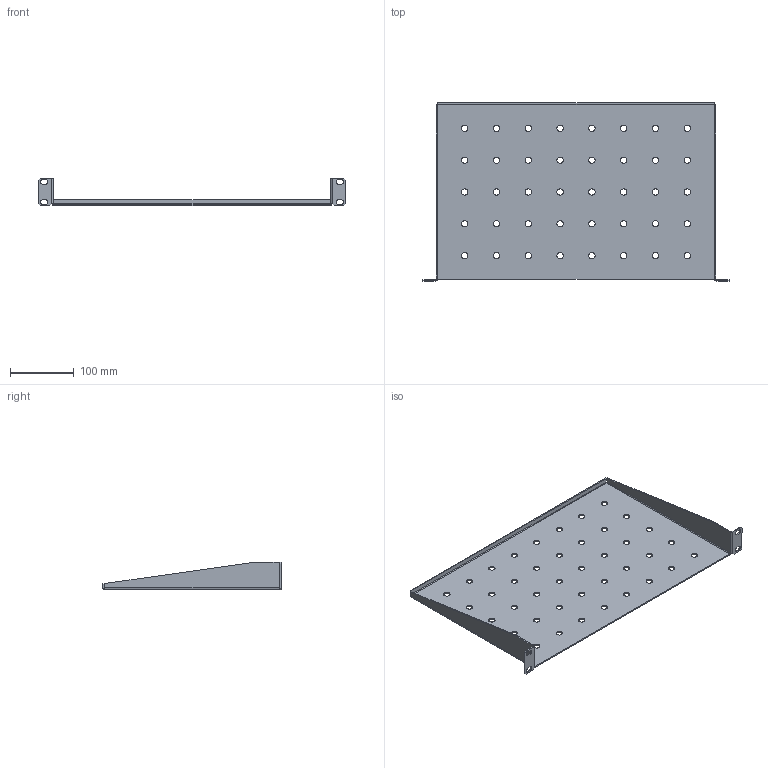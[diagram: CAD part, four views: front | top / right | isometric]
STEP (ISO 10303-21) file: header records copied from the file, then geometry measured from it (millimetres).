
FILE_DESCRIPTION (( 'STEP AP214' ), '1' );
FILE_NAME ('RS05-280M-R_.STEP', '2022-10-13T10:24:06', ( '' ), ( '' ), 'SwSTEP 2.0', 'SolidWorks 2022', '' );
FILE_SCHEMA (( 'AUTOMOTIVE_DESIGN' ));
Length unit declared in the file: millimetre
Products named in the file (1): RS05-280M-R_
Bounding box: 482.6 x 280 x 43.6 mm (x, y, z)
Volume: 275774.7 mm3; surface area: 281832 mm2
Topology: 1 solids, 1 shells, 154 faces, 416 edges, 264 vertices
Faces by surface type: cylinder 102, plane 52
Entity records: 5094 total; most frequent: DIRECTION 930, CARTESIAN_POINT 835, ORIENTED_EDGE 832, EDGE_CURVE 416, AXIS2_PLACEMENT_3D 359, VERTEX_POINT 264, EDGE_LOOP 242, LINE 212
